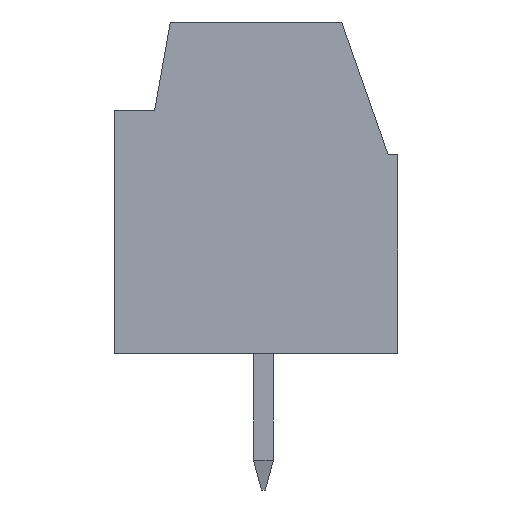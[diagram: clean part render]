
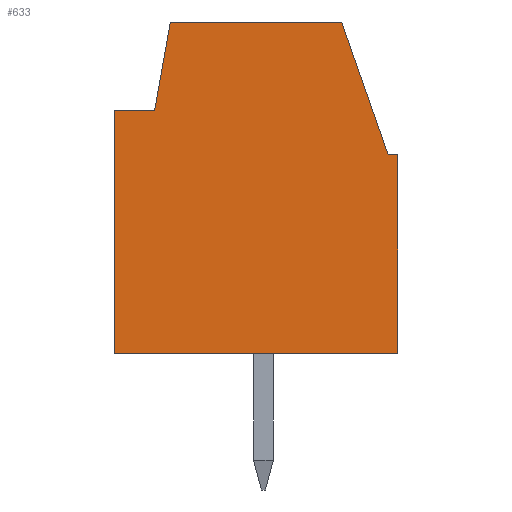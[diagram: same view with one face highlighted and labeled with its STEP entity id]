
A CAD part, left-side view. The second image highlights one B-rep face of the part: STEP entity #633.
In plain terms, the highlighted planar face has unit normal (-1, 0, 0).
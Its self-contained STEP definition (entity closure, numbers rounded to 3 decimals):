
#95 = VERTEX_POINT('',#96);
#96 = CARTESIAN_POINT('',(-7.005,3.837,-0.002));
#102 = EDGE_CURVE('',#95,#103,#105,.T.);
#103 = VERTEX_POINT('',#104);
#104 = CARTESIAN_POINT('',(-7.005,-3.453,-0.002));
#105 = LINE('',#106,#107);
#106 = CARTESIAN_POINT('',(-7.005,3.837,-0.002));
#107 = VECTOR('',#108,1.);
#108 = DIRECTION('',(0.,-1.,0.));
#262 = VERTEX_POINT('',#263);
#263 = CARTESIAN_POINT('',(-7.005,3.837,6.246));
#269 = EDGE_CURVE('',#262,#95,#270,.T.);
#270 = LINE('',#271,#272);
#271 = CARTESIAN_POINT('',(-7.005,3.837,6.246));
#272 = VECTOR('',#273,1.);
#273 = DIRECTION('',(0.,0.,-1.));
#286 = VERTEX_POINT('',#287);
#287 = CARTESIAN_POINT('',(-7.005,2.795,6.246));
#293 = EDGE_CURVE('',#286,#262,#294,.T.);
#294 = LINE('',#295,#296);
#295 = CARTESIAN_POINT('',(-7.005,2.795,6.246));
#296 = VECTOR('',#297,1.);
#297 = DIRECTION('',(0.,1.,0.));
#310 = VERTEX_POINT('',#311);
#311 = CARTESIAN_POINT('',(-7.005,2.392,8.507));
#317 = EDGE_CURVE('',#310,#286,#318,.T.);
#318 = LINE('',#319,#320);
#319 = CARTESIAN_POINT('',(-7.005,2.392,8.507));
#320 = VECTOR('',#321,1.);
#321 = DIRECTION('',(0.,0.176,-0.984)
  );
#334 = VERTEX_POINT('',#335);
#335 = CARTESIAN_POINT('',(-7.005,-2.008,8.507));
#341 = EDGE_CURVE('',#334,#310,#342,.T.);
#342 = LINE('',#343,#344);
#343 = CARTESIAN_POINT('',(-7.005,-2.008,8.507));
#344 = VECTOR('',#345,1.);
#345 = DIRECTION('',(0.,1.,0.));
#438 = VERTEX_POINT('',#439);
#439 = CARTESIAN_POINT('',(-7.005,-3.199,5.103));
#445 = EDGE_CURVE('',#438,#334,#446,.T.);
#446 = LINE('',#447,#448);
#447 = CARTESIAN_POINT('',(-7.005,-3.199,5.103));
#448 = VECTOR('',#449,1.);
#449 = DIRECTION('',(0.,0.33,0.944)
  );
#462 = VERTEX_POINT('',#463);
#463 = CARTESIAN_POINT('',(-7.005,-3.453,5.103));
#469 = EDGE_CURVE('',#462,#438,#470,.T.);
#470 = LINE('',#471,#472);
#471 = CARTESIAN_POINT('',(-7.005,-3.453,5.103));
#472 = VECTOR('',#473,1.);
#473 = DIRECTION('',(0.,1.,0.));
#486 = EDGE_CURVE('',#103,#462,#487,.T.);
#487 = LINE('',#488,#489);
#488 = CARTESIAN_POINT('',(-7.005,-3.453,-0.002));
#489 = VECTOR('',#490,1.);
#490 = DIRECTION('',(0.,0.,1.));
#633 = ADVANCED_FACE('',(#634),#644,.T.);
#634 = FACE_BOUND('',#635,.F.);
#635 = EDGE_LOOP('',(#636,#637,#638,#639,#640,#641,#642,#643));
#636 = ORIENTED_EDGE('',*,*,#102,.F.);
#637 = ORIENTED_EDGE('',*,*,#269,.F.);
#638 = ORIENTED_EDGE('',*,*,#293,.F.);
#639 = ORIENTED_EDGE('',*,*,#317,.F.);
#640 = ORIENTED_EDGE('',*,*,#341,.F.);
#641 = ORIENTED_EDGE('',*,*,#445,.F.);
#642 = ORIENTED_EDGE('',*,*,#469,.F.);
#643 = ORIENTED_EDGE('',*,*,#486,.F.);
#644 = PLANE('',#645);
#645 = AXIS2_PLACEMENT_3D('',#646,#647,#648);
#646 = CARTESIAN_POINT('',(-7.005,0.192,-0.002));
#647 = DIRECTION('',(-1.,0.,0.));
#648 = DIRECTION('',(0.,-1.,0.));
